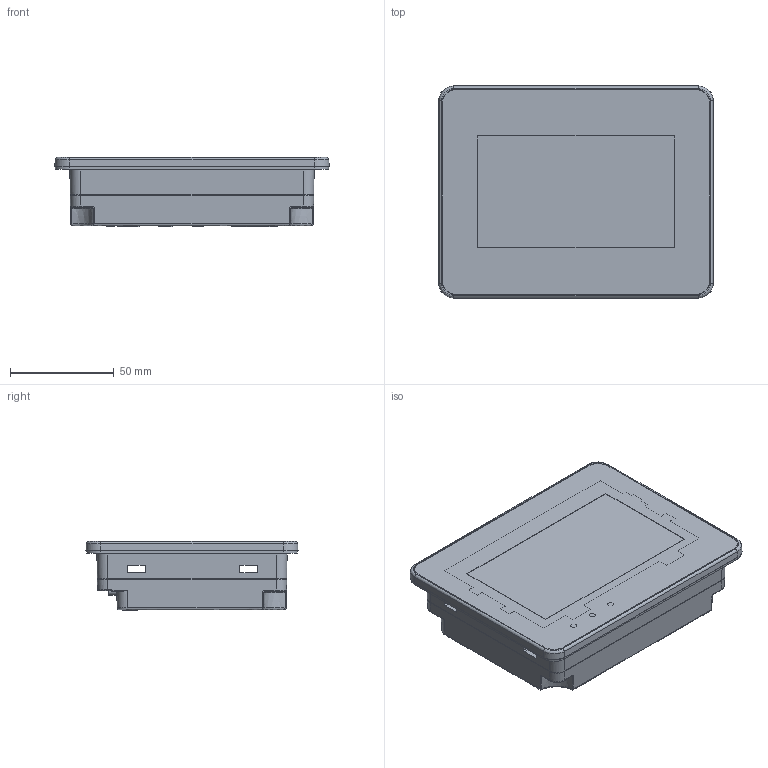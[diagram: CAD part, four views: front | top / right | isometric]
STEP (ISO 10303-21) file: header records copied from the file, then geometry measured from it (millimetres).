
FILE_DESCRIPTION((''),'2;1');
FILE_NAME('GL043E','2020-12-30T16:59:45',('Administrator'),(''),'CREO PARAMETRIC BY PTC INC, 2019164','CREO PARAMETRIC BY PTC INC, 2019164','');
FILE_SCHEMA(('CONFIG_CONTROL_DESIGN','SHAPE_APPEARANCE_LAYERS_GROUPS'));
Length unit declared in the file: millimetre
Products named in the file (1): GL043E
Bounding box: 132 x 102 x 33.3 mm (x, y, z)
Surface area: 53675.7 mm2 (no closed solid volume)
Topology: 0 solids, 18 shells, 1188 faces, 3369 edges, 2250 vertices
Faces by surface type: plane 799, cone 152, cylinder 137, extrusion 52, bspline 36, sphere 6, torus 6
Entity records: 42659 total; most frequent: CARTESIAN_POINT 12838, ORIENTED_EDGE 6014, DIRECTION 5595, EDGE_CURVE 3365, VECTOR 2391, LINE 2339, VERTEX_POINT 2250, AXIS2_PLACEMENT_3D 1602
